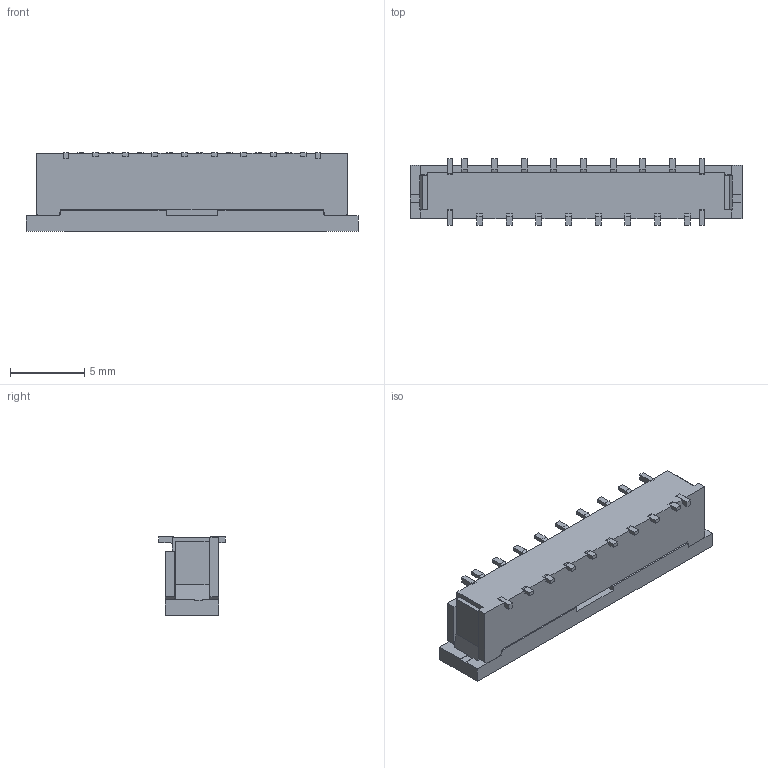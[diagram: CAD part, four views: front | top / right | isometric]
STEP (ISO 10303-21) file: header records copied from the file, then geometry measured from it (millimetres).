
FILE_DESCRIPTION((''),'2;1');
FILE_NAME('ISFW16S-2STMLF','2007-09-06T',('ShoujiR'),(''),'PRO/ENGINEER BY PARAMETRIC TECHNOLOGY CORPORATION, 2005230','PRO/ENGINEER BY PARAMETRIC TECHNOLOGY CORPORATION, 2005230','');
FILE_SCHEMA(('CONFIG_CONTROL_DESIGN'));
Length unit declared in the file: millimetre
Products named in the file (1): ISFW16S-2STMLF
Bounding box: 22.4 x 4.5 x 5.3 mm (x, y, z)
Volume: 350.5 mm3; surface area: 693.2 mm2
Topology: 1 solids, 1 shells, 411 faces, 1161 edges, 770 vertices
Faces by surface type: plane 376, cylinder 35
Entity records: 13125 total; most frequent: CARTESIAN_POINT 2342, ORIENTED_EDGE 2322, DIRECTION 2055, EDGE_CURVE 1161, VECTOR 1089, LINE 1089, VERTEX_POINT 770, AXIS2_PLACEMENT_3D 483
